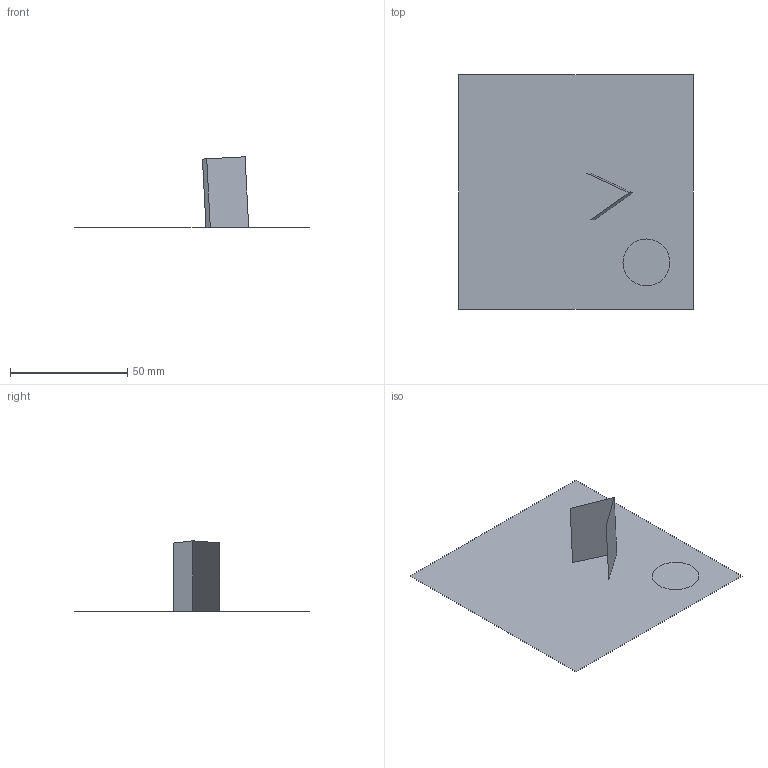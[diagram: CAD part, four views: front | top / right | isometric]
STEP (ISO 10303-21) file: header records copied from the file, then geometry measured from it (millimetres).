
FILE_DESCRIPTION(('STEP AP214'),'1');
FILE_NAME('rikishi.stp','2023-04-15T05:35:23',(' '),(' '),'Spatial InterOp 3D',' ',' ');
FILE_SCHEMA(('AUTOMOTIVE_DESIGN { 1 0 10303 214 1 1 1 1 }'));
Length unit declared in the file: metre
Products named in the file (1): Surface
Bounding box: 100 x 100 x 29.96 mm (x, y, z)
Surface area: 11181.9 mm2 (no closed solid volume)
Topology: 0 solids, 2 shells, 4 faces, 12 edges, 11 vertices
Faces by surface type: plane 4
Entity records: 337 total; most frequent: CARTESIAN_POINT 158, DIRECTION 23, ORIENTED_EDGE 14, EDGE_CURVE 12, VERTEX_POINT 11, LINE 11, VECTOR 11, STYLED_ITEM 6
